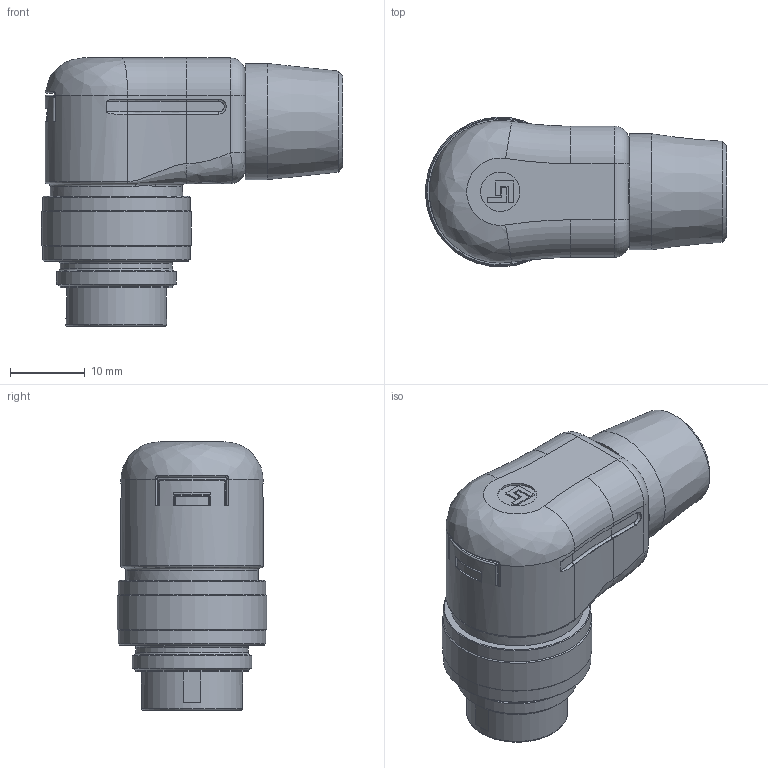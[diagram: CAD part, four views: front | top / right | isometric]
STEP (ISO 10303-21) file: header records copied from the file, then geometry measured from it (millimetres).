
FILE_DESCRIPTION(/* description */ (''),/* implementation_level */ '2;1');
FILE_NAME(/* name */ '99 0147 12 12 001_00.stp',/* time_stamp */ '2013-11-13T10:58:25+01:00',/* author */ (''),/* organization */ (''),/* preprocessor_version */ 'ST-DEVELOPER v14',/* originating_system */ 'SIEMENS PLM Software NX 8.0',/* authorisation */ '');
FILE_SCHEMA (('AUTOMOTIVE_DESIGN { 1 0 10303 214 3 1 1 1 }'));
Length unit declared in the file: millimetre
Products named in the file (1): cerl035CCCE36yy1
Bounding box: 40.19 x 19.98 x 35.8 mm (x, y, z)
Volume: 13086.3 mm3; surface area: 4423.1 mm2
Topology: 1 solids, 3 shells, 219 faces, 559 edges, 337 vertices
Faces by surface type: plane 76, cylinder 68, bspline 26, torus 23, sphere 14, cone 12
Full cylindrical faces by diameter (mm): 1 x12, 2 x2, 4.4 x2, 5.248 x1, 13.5 x1, 14.1 x1, 15 x2, 15.5 x1, 16 x1, 17.7 x1, 19.7 x2, 20 x1
Entity records: 6777 total; most frequent: CARTESIAN_POINT 2160, DIRECTION 957, ORIENTED_EDGE 896, EDGE_CURVE 448, AXIS2_PLACEMENT_3D 398, VERTEX_POINT 298, EDGE_LOOP 286, ADVANCED_FACE 219
